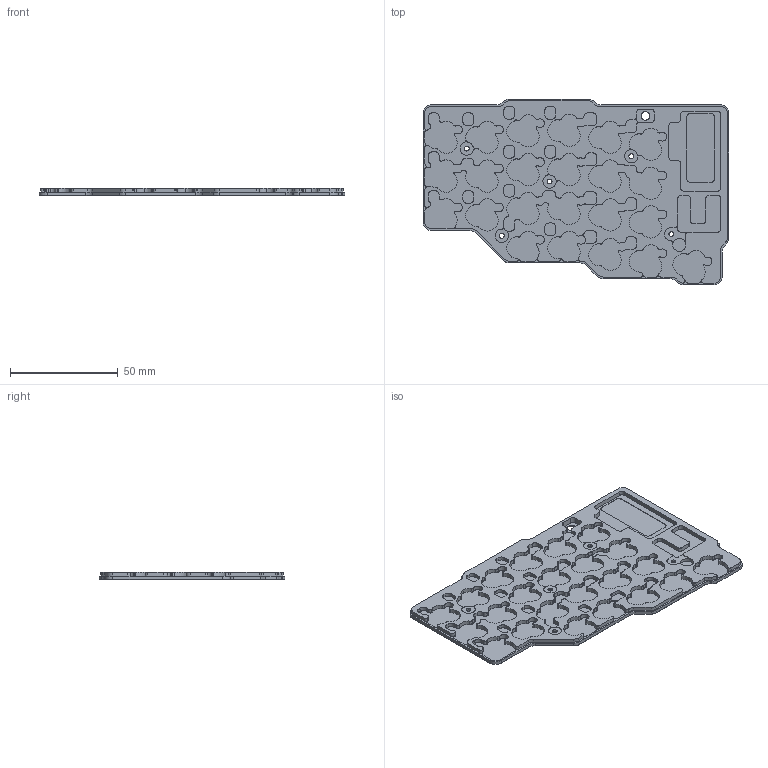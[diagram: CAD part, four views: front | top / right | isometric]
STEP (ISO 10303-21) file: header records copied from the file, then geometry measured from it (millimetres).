
FILE_DESCRIPTION(('HOOPS Exchange Step'),'2;1');
FILE_NAME('temp_export','2023-08-29T08:01:03-14:-30',('mobile'),('Shapr3D Limited'),'HOOPS Exchange 2023.2','Shapr3D','Authorized');
FILE_SCHEMA( ('AUTOMOTIVE_DESIGN { 1 0 10303 214 1 1 1 1 }') );
Length unit declared in the file: millimetre
Products named in the file (1): root
Bounding box: 141.65 x 86.03 x 3.4 mm (x, y, z)
Volume: 23217 mm3; surface area: 25929.5 mm2
Topology: 1 solids, 1 shells, 914 faces, 2612 edges, 1734 vertices
Faces by surface type: cylinder 679, plane 213, cone 22
Full cylindrical faces by diameter (mm): 2.25 x5, 4 x6, 6 x1, 9.5 x4
Entity records: 30615 total; most frequent: DIRECTION 5869, CARTESIAN_POINT 5261, ORIENTED_EDGE 5224, EDGE_CURVE 2612, AXIS2_PLACEMENT_3D 2342, VERTEX_POINT 1734, CIRCLE 1427, VECTOR 1185
